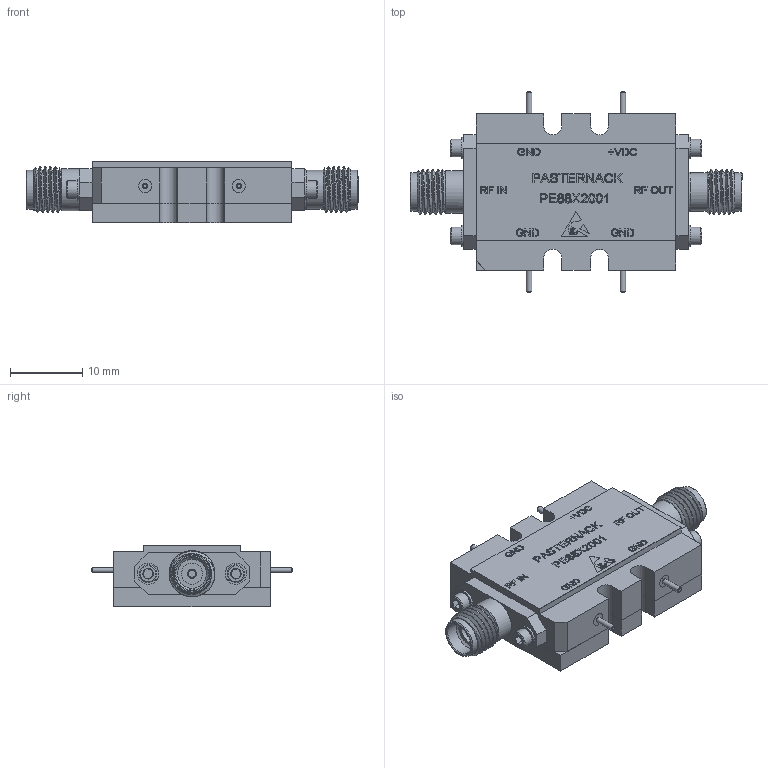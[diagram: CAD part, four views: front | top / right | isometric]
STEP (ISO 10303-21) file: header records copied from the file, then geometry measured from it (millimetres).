
FILE_DESCRIPTION (( 'STEP AP203' ), '1' );
FILE_NAME ('PE88X2001_3D.step', '2021-10-25T18:09:07', ( '' ), ( '' ), 'SwSTEP 2.0', 'SolidWorks 2021', '' );
FILE_SCHEMA (( 'CONFIG_CONTROL_DESIGN' ));
Length unit declared in the file: inch
Products named in the file (1): PE88X2001_3D
Bounding box: 45.87 x 27.69 x 8.51 mm (x, y, z)
Volume: 5241.4 mm3; surface area: 4275.2 mm2
Topology: 2 solids, 7 shells, 884 faces, 2257 edges, 1484 vertices
Faces by surface type: plane 533, bspline 239, cylinder 64, cone 47, torus 1
Full cylindrical faces by diameter (mm): 0.762 x4, 1.016 x3, 1.27 x4, 1.524 x12, 1.854 x4, 2.438 x4, 2.92 x2, 2.946 x4, 4.521 x2, 5.08 x2, 5.334 x3, 5.842 x1
Entity records: 43271 total; most frequent: CARTESIAN_POINT 24155, ORIENTED_EDGE 4270, DIRECTION 3033, EDGE_CURVE 2135, VECTOR 1437, LINE 1437, VERTEX_POINT 1431, EDGE_LOOP 1038
